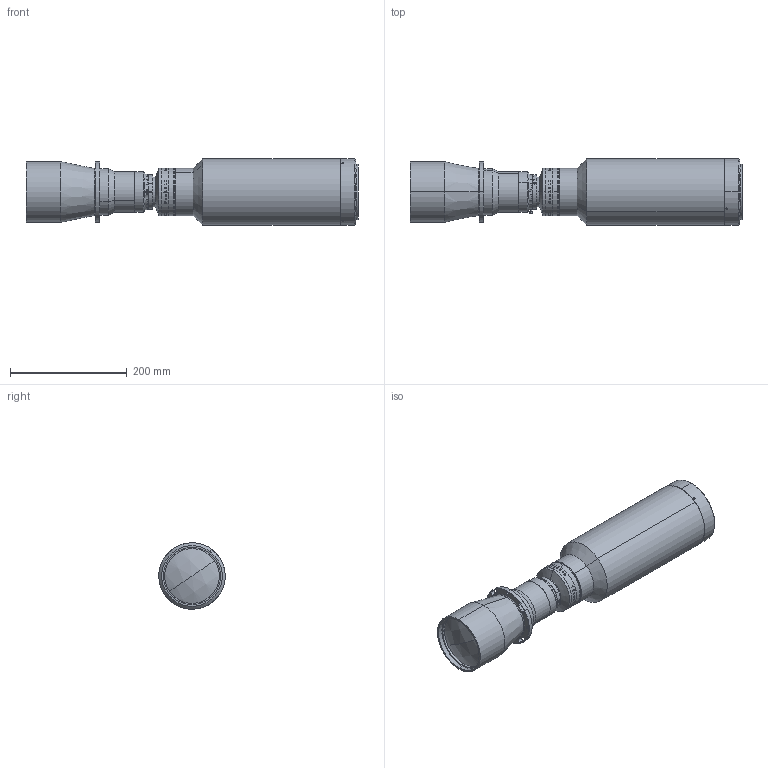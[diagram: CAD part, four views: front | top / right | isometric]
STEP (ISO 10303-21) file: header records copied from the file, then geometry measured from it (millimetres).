
FILE_DESCRIPTION (( 'STEP AP203' ), '1' );
FILE_NAME ('XF-PTL08082-M95-12-VI.STEP', '2019-06-13T06:45:35', ( 'canrill005' ), ( '' ), 'SwSTEP 2.0', 'SolidWorks 2014', '' );
FILE_SCHEMA (( 'CONFIG_CONTROL_DESIGN' ));
Length unit declared in the file: millimetre
Products named in the file (2): XF-PTL08082-M95-12-VI
Bounding box: 569.67 x 114 x 114 mm (x, y, z)
Surface area: 240144.9 mm2 (no closed solid volume)
Topology: 0 solids, 85 shells, 268 faces, 1854 edges, 1649 vertices
Faces by surface type: cylinder 189, cone 38, plane 35, torus 4, sphere 2
Entity records: 30440 total; most frequent: CARTESIAN_POINT 17373, DIRECTION 2467, ORIENTED_EDGE 2265, EDGE_CURVE 1854, VERTEX_POINT 1649, AXIS2_PLACEMENT_3D 970, CIRCLE 700, B_SPLINE_CURVE_WITH_KNOTS 627
